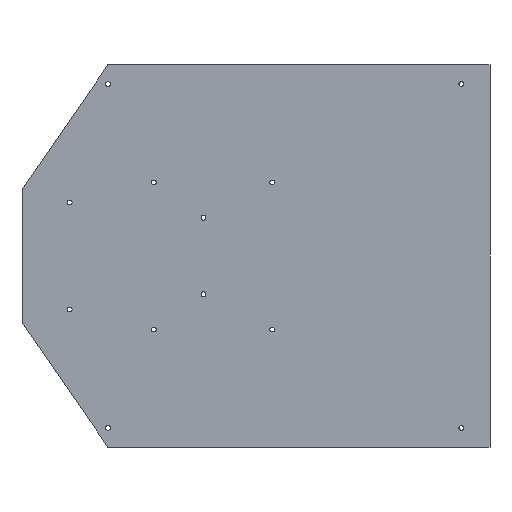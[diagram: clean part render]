
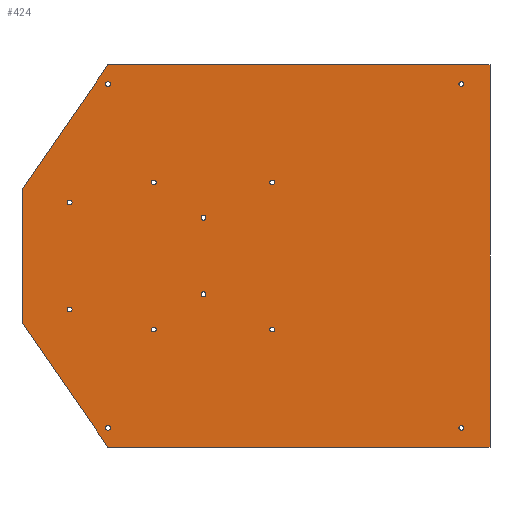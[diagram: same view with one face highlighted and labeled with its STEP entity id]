
A CAD part, front view. The second image highlights one B-rep face of the part: STEP entity #424.
In plain terms, the highlighted planar face has unit normal (0, -1, 0).
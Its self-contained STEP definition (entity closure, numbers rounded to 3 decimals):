
#27=FACE_BOUND('',#99,.T.);
#28=FACE_BOUND('',#100,.T.);
#29=FACE_BOUND('',#101,.T.);
#30=FACE_BOUND('',#102,.T.);
#31=FACE_BOUND('',#103,.T.);
#32=FACE_BOUND('',#104,.T.);
#33=FACE_BOUND('',#105,.T.);
#34=FACE_BOUND('',#106,.T.);
#35=FACE_BOUND('',#107,.T.);
#36=FACE_BOUND('',#108,.T.);
#37=FACE_BOUND('',#109,.T.);
#38=FACE_BOUND('',#110,.T.);
#46=PLANE('',#482);
#66=FACE_OUTER_BOUND('',#98,.T.);
#98=EDGE_LOOP('',(#375,#376,#377,#378,#379,#380));
#99=EDGE_LOOP('',(#381));
#100=EDGE_LOOP('',(#382));
#101=EDGE_LOOP('',(#383));
#102=EDGE_LOOP('',(#384));
#103=EDGE_LOOP('',(#385));
#104=EDGE_LOOP('',(#386));
#105=EDGE_LOOP('',(#387));
#106=EDGE_LOOP('',(#388));
#107=EDGE_LOOP('',(#389));
#108=EDGE_LOOP('',(#390));
#109=EDGE_LOOP('',(#391));
#110=EDGE_LOOP('',(#392));
#123=LINE('',#679,#153);
#127=LINE('',#687,#157);
#130=LINE('',#693,#160);
#133=LINE('',#699,#163);
#136=LINE('',#705,#166);
#139=LINE('',#710,#169);
#153=VECTOR('',#571,10.);
#157=VECTOR('',#577,10.);
#160=VECTOR('',#582,10.);
#163=VECTOR('',#587,10.);
#166=VECTOR('',#592,10.);
#169=VECTOR('',#597,10.);
#172=CIRCLE('',#441,1.25);
#174=CIRCLE('',#444,1.25);
#176=CIRCLE('',#447,1.25);
#178=CIRCLE('',#450,1.25);
#180=CIRCLE('',#453,1.25);
#182=CIRCLE('',#456,1.25);
#184=CIRCLE('',#459,1.25);
#186=CIRCLE('',#462,1.25);
#188=CIRCLE('',#465,1.25);
#190=CIRCLE('',#468,1.25);
#192=CIRCLE('',#471,1.25);
#194=CIRCLE('',#474,1.25);
#196=VERTEX_POINT('',#607);
#198=VERTEX_POINT('',#613);
#200=VERTEX_POINT('',#619);
#202=VERTEX_POINT('',#625);
#204=VERTEX_POINT('',#631);
#206=VERTEX_POINT('',#637);
#208=VERTEX_POINT('',#643);
#210=VERTEX_POINT('',#649);
#212=VERTEX_POINT('',#655);
#214=VERTEX_POINT('',#661);
#216=VERTEX_POINT('',#667);
#218=VERTEX_POINT('',#673);
#219=VERTEX_POINT('',#677);
#220=VERTEX_POINT('',#678);
#223=VERTEX_POINT('',#686);
#225=VERTEX_POINT('',#692);
#227=VERTEX_POINT('',#698);
#229=VERTEX_POINT('',#704);
#233=EDGE_CURVE('',#196,#196,#172,.T.);
#236=EDGE_CURVE('',#198,#198,#174,.T.);
#239=EDGE_CURVE('',#200,#200,#176,.T.);
#242=EDGE_CURVE('',#202,#202,#178,.T.);
#245=EDGE_CURVE('',#204,#204,#180,.T.);
#248=EDGE_CURVE('',#206,#206,#182,.T.);
#251=EDGE_CURVE('',#208,#208,#184,.T.);
#254=EDGE_CURVE('',#210,#210,#186,.T.);
#257=EDGE_CURVE('',#212,#212,#188,.T.);
#260=EDGE_CURVE('',#214,#214,#190,.T.);
#263=EDGE_CURVE('',#216,#216,#192,.T.);
#266=EDGE_CURVE('',#218,#218,#194,.T.);
#267=EDGE_CURVE('',#219,#220,#123,.T.);
#271=EDGE_CURVE('',#223,#219,#127,.T.);
#274=EDGE_CURVE('',#225,#223,#130,.T.);
#277=EDGE_CURVE('',#227,#225,#133,.T.);
#280=EDGE_CURVE('',#229,#227,#136,.T.);
#283=EDGE_CURVE('',#220,#229,#139,.T.);
#375=ORIENTED_EDGE('',*,*,#283,.F.);
#376=ORIENTED_EDGE('',*,*,#267,.F.);
#377=ORIENTED_EDGE('',*,*,#271,.F.);
#378=ORIENTED_EDGE('',*,*,#274,.F.);
#379=ORIENTED_EDGE('',*,*,#277,.F.);
#380=ORIENTED_EDGE('',*,*,#280,.F.);
#381=ORIENTED_EDGE('',*,*,#266,.F.);
#382=ORIENTED_EDGE('',*,*,#263,.F.);
#383=ORIENTED_EDGE('',*,*,#260,.F.);
#384=ORIENTED_EDGE('',*,*,#257,.F.);
#385=ORIENTED_EDGE('',*,*,#254,.F.);
#386=ORIENTED_EDGE('',*,*,#251,.F.);
#387=ORIENTED_EDGE('',*,*,#248,.F.);
#388=ORIENTED_EDGE('',*,*,#245,.F.);
#389=ORIENTED_EDGE('',*,*,#242,.F.);
#390=ORIENTED_EDGE('',*,*,#239,.F.);
#391=ORIENTED_EDGE('',*,*,#236,.F.);
#392=ORIENTED_EDGE('',*,*,#233,.F.);
#424=ADVANCED_FACE('',(#66,#27,#28,#29,#30,#31,#32,#33,#34,#35,#36,#37,
#38),#46,.F.);
#441=AXIS2_PLACEMENT_3D('',#609,#490,#491);
#444=AXIS2_PLACEMENT_3D('',#615,#497,#498);
#447=AXIS2_PLACEMENT_3D('',#621,#504,#505);
#450=AXIS2_PLACEMENT_3D('',#627,#511,#512);
#453=AXIS2_PLACEMENT_3D('',#633,#518,#519);
#456=AXIS2_PLACEMENT_3D('',#639,#525,#526);
#459=AXIS2_PLACEMENT_3D('',#645,#532,#533);
#462=AXIS2_PLACEMENT_3D('',#651,#539,#540);
#465=AXIS2_PLACEMENT_3D('',#657,#546,#547);
#468=AXIS2_PLACEMENT_3D('',#663,#553,#554);
#471=AXIS2_PLACEMENT_3D('',#669,#560,#561);
#474=AXIS2_PLACEMENT_3D('',#675,#567,#568);
#482=AXIS2_PLACEMENT_3D('',#713,#601,#602);
#490=DIRECTION('center_axis',(0.,-1.,0.));
#491=DIRECTION('ref_axis',(1.,0.,0.));
#497=DIRECTION('center_axis',(0.,-1.,0.));
#498=DIRECTION('ref_axis',(1.,0.,0.));
#504=DIRECTION('center_axis',(0.,-1.,0.));
#505=DIRECTION('ref_axis',(1.,0.,0.));
#511=DIRECTION('center_axis',(0.,-1.,0.));
#512=DIRECTION('ref_axis',(1.,0.,0.));
#518=DIRECTION('center_axis',(0.,-1.,0.));
#519=DIRECTION('ref_axis',(1.,0.,0.));
#525=DIRECTION('center_axis',(0.,-1.,0.));
#526=DIRECTION('ref_axis',(1.,0.,0.));
#532=DIRECTION('center_axis',(0.,-1.,0.));
#533=DIRECTION('ref_axis',(1.,0.,0.));
#539=DIRECTION('center_axis',(0.,-1.,0.));
#540=DIRECTION('ref_axis',(1.,0.,0.));
#546=DIRECTION('center_axis',(0.,-1.,0.));
#547=DIRECTION('ref_axis',(1.,0.,0.));
#553=DIRECTION('center_axis',(0.,-1.,0.));
#554=DIRECTION('ref_axis',(1.,0.,0.));
#560=DIRECTION('center_axis',(0.,-1.,0.));
#561=DIRECTION('ref_axis',(1.,0.,0.));
#567=DIRECTION('center_axis',(0.,-1.,0.));
#568=DIRECTION('ref_axis',(1.,0.,0.));
#571=DIRECTION('',(0.,0.,1.));
#577=DIRECTION('',(-0.569,0.,0.822));
#582=DIRECTION('',(-1.,0.,0.));
#587=DIRECTION('',(0.,0.,-1.));
#592=DIRECTION('',(1.,0.,0.));
#597=DIRECTION('',(0.569,0.,0.822));
#601=DIRECTION('center_axis',(0.,1.,0.));
#602=DIRECTION('ref_axis',(1.,0.,0.));
#607=CARTESIAN_POINT('',(-93.75,0.,-90.));
#609=CARTESIAN_POINT('Origin',(-92.5,0.,-90.));
#613=CARTESIAN_POINT('',(-7.75,0.,-38.5));
#615=CARTESIAN_POINT('Origin',(-6.5,0.,-38.5));
#619=CARTESIAN_POINT('',(-113.75,0.,28.));
#621=CARTESIAN_POINT('Origin',(-112.5,0.,28.));
#625=CARTESIAN_POINT('',(-7.75,0.,38.5));
#627=CARTESIAN_POINT('Origin',(-6.5,0.,38.5));
#631=CARTESIAN_POINT('',(-69.75,0.,38.5));
#633=CARTESIAN_POINT('Origin',(-68.5,0.,38.5));
#637=CARTESIAN_POINT('',(-43.75,0.,20.));
#639=CARTESIAN_POINT('Origin',(-42.5,0.,20.));
#643=CARTESIAN_POINT('',(-93.75,0.,90.));
#645=CARTESIAN_POINT('Origin',(-92.5,0.,90.));
#649=CARTESIAN_POINT('',(91.25,0.,90.));
#651=CARTESIAN_POINT('Origin',(92.5,0.,90.));
#655=CARTESIAN_POINT('',(-113.75,0.,-28.));
#657=CARTESIAN_POINT('Origin',(-112.5,0.,-28.));
#661=CARTESIAN_POINT('',(-43.75,0.,-20.));
#663=CARTESIAN_POINT('Origin',(-42.5,0.,-20.));
#667=CARTESIAN_POINT('',(-69.75,0.,-38.5));
#669=CARTESIAN_POINT('Origin',(-68.5,0.,-38.5));
#673=CARTESIAN_POINT('',(91.25,0.,-90.));
#675=CARTESIAN_POINT('Origin',(92.5,0.,-90.));
#677=CARTESIAN_POINT('',(-137.5,0.,-35.));
#678=CARTESIAN_POINT('',(-137.5,0.,35.));
#679=CARTESIAN_POINT('',(-137.5,0.,-35.));
#686=CARTESIAN_POINT('',(-92.5,0.,-100.));
#687=CARTESIAN_POINT('',(-92.5,0.,-100.));
#692=CARTESIAN_POINT('',(107.5,0.,-100.));
#693=CARTESIAN_POINT('',(107.5,0.,-100.));
#698=CARTESIAN_POINT('',(107.5,0.,100.));
#699=CARTESIAN_POINT('',(107.5,0.,100.));
#704=CARTESIAN_POINT('',(-92.5,0.,100.));
#705=CARTESIAN_POINT('',(-92.5,0.,100.));
#710=CARTESIAN_POINT('',(-137.5,0.,35.));
#713=CARTESIAN_POINT('Origin',(-15.,0.,0.));
